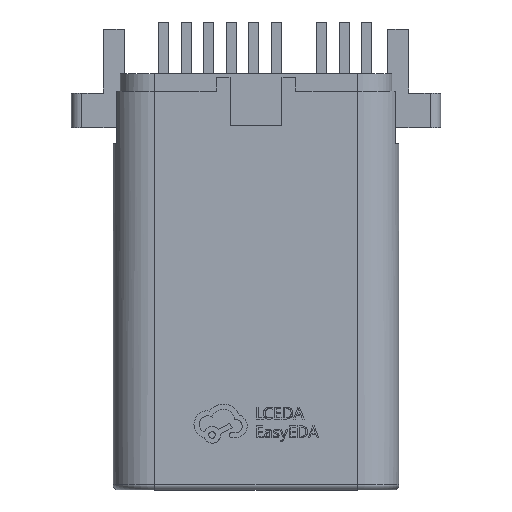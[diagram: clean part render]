
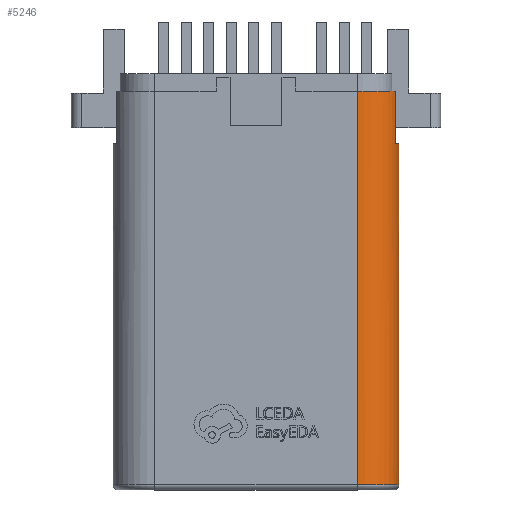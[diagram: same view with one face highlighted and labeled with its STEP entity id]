
A CAD part, top view. The second image highlights one B-rep face of the part: STEP entity #5246.
In plain terms, the highlighted cylindrical face has radius 1.2 mm (diameter 2.4 mm), a partial arc.
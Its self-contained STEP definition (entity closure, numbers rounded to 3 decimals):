
#26 = AXIS2_PLACEMENT_3D ( 'NONE', #16273, #1327, #13108 ) ;
#1084 = VERTEX_POINT ( 'NONE', #8804 ) ;
#1327 = DIRECTION ( 'NONE',  ( 0., 1., 0. ) ) ;
#1480 = CARTESIAN_POINT ( 'NONE',  ( 2.925, 4.65, 0. ) ) ;
#1597 = ORIENTED_EDGE ( 'NONE', *, *, #19723, .T. ) ;
#1705 = CARTESIAN_POINT ( 'NONE',  ( 4.125, 4.65, 0. ) ) ;
#2452 = LINE ( 'NONE', #9090, #8933 ) ;
#2595 = LINE ( 'NONE', #4154, #7369 ) ;
#2968 = ORIENTED_EDGE ( 'NONE', *, *, #16909, .F. ) ;
#3810 = EDGE_CURVE ( 'NONE', #15958, #5931, #2452, .T. ) ;
#4154 = CARTESIAN_POINT ( 'NONE',  ( 4.016, 4.65, 0.5 ) ) ;
#4516 = CIRCLE ( 'NONE', #6226, 1.2 ) ;
#5246 = ADVANCED_FACE ( 'NONE', ( #17537 ), #20868, .T. ) ;
#5823 = ORIENTED_EDGE ( 'NONE', *, *, #9181, .F. ) ;
#5931 = VERTEX_POINT ( 'NONE', #19377 ) ;
#5938 = DIRECTION ( 'NONE',  ( 0., 0., -1. ) ) ;
#6226 = AXIS2_PLACEMENT_3D ( 'NONE', #12474, #15948, #5938 ) ;
#7072 = ORIENTED_EDGE ( 'NONE', *, *, #19844, .F. ) ;
#7369 = VECTOR ( 'NONE', #16101, 1000. ) ;
#8143 = CARTESIAN_POINT ( 'NONE',  ( 2.925, -6.7, 1.2 ) ) ;
#8491 = ORIENTED_EDGE ( 'NONE', *, *, #17147, .F. ) ;
#8804 = CARTESIAN_POINT ( 'NONE',  ( 4.016, 3.15, 0.5 ) ) ;
#8933 = VECTOR ( 'NONE', #10937, 1000. ) ;
#9090 = CARTESIAN_POINT ( 'NONE',  ( 2.925, 4.65, 1.2 ) ) ;
#9181 = EDGE_CURVE ( 'NONE', #5931, #20517, #11833, .T. ) ;
#9572 = CARTESIAN_POINT ( 'NONE',  ( 4.125, 3.15, 0. ) ) ;
#10394 = AXIS2_PLACEMENT_3D ( 'NONE', #19972, #13345, #16946 ) ;
#10937 = DIRECTION ( 'NONE',  ( 0., 1., 0. ) ) ;
#11833 = CIRCLE ( 'NONE', #26, 1.2 ) ;
#12245 = VECTOR ( 'NONE', #18259, 1000. ) ;
#12474 = CARTESIAN_POINT ( 'NONE',  ( 2.925, 3.15, 0. ) ) ;
#13108 = DIRECTION ( 'NONE',  ( 0., 0., -1. ) ) ;
#13345 = DIRECTION ( 'NONE',  ( 0., 1., 0. ) ) ;
#13366 = LINE ( 'NONE', #1705, #12245 ) ;
#15089 = CARTESIAN_POINT ( 'NONE',  ( 4.016, 4.65, 0.5 ) ) ;
#15875 = VERTEX_POINT ( 'NONE', #21440 ) ;
#15948 = DIRECTION ( 'NONE',  ( 0., 1., 0. ) ) ;
#15958 = VERTEX_POINT ( 'NONE', #8143 ) ;
#15959 = VERTEX_POINT ( 'NONE', #9572 ) ;
#16101 = DIRECTION ( 'NONE',  ( 0., -1., 0. ) ) ;
#16273 = CARTESIAN_POINT ( 'NONE',  ( 2.925, 4.65, 0. ) ) ;
#16909 = EDGE_CURVE ( 'NONE', #20517, #1084, #2595, .T. ) ;
#16946 = DIRECTION ( 'NONE',  ( 0., 0., -1. ) ) ;
#17147 = EDGE_CURVE ( 'NONE', #15959, #15875, #13366, .T. ) ;
#17537 = FACE_OUTER_BOUND ( 'NONE', #20205, .T. ) ;
#17690 = AXIS2_PLACEMENT_3D ( 'NONE', #1480, #19790, #19576 ) ;
#18259 = DIRECTION ( 'NONE',  ( 0., -1., 0. ) ) ;
#19377 = CARTESIAN_POINT ( 'NONE',  ( 2.925, 4.65, 1.2 ) ) ;
#19576 = DIRECTION ( 'NONE',  ( 0., 0., -1. ) ) ;
#19723 = EDGE_CURVE ( 'NONE', #15958, #15875, #19779, .T. ) ;
#19779 = CIRCLE ( 'NONE', #10394, 1.2 ) ;
#19790 = DIRECTION ( 'NONE',  ( 0., -1., 0. ) ) ;
#19844 = EDGE_CURVE ( 'NONE', #1084, #15959, #4516, .T. ) ;
#19972 = CARTESIAN_POINT ( 'NONE',  ( 2.925, -6.7, 0. ) ) ;
#20205 = EDGE_LOOP ( 'NONE', ( #21071, #1597, #8491, #7072, #2968, #5823 ) ) ;
#20517 = VERTEX_POINT ( 'NONE', #15089 ) ;
#20868 = CYLINDRICAL_SURFACE ( 'NONE', #17690, 1.2 ) ;
#21071 = ORIENTED_EDGE ( 'NONE', *, *, #3810, .F. ) ;
#21440 = CARTESIAN_POINT ( 'NONE',  ( 4.125, -6.7, 0. ) ) ;
